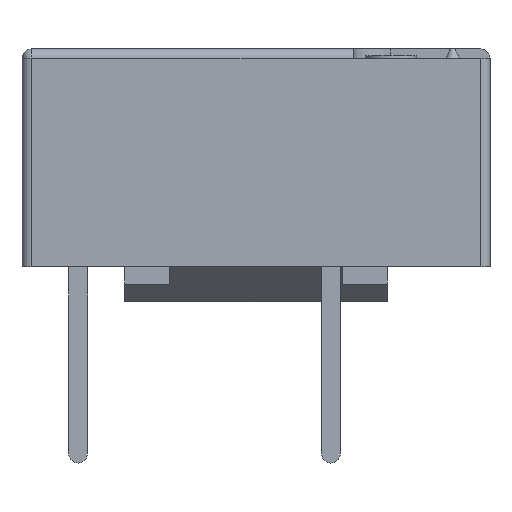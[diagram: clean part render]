
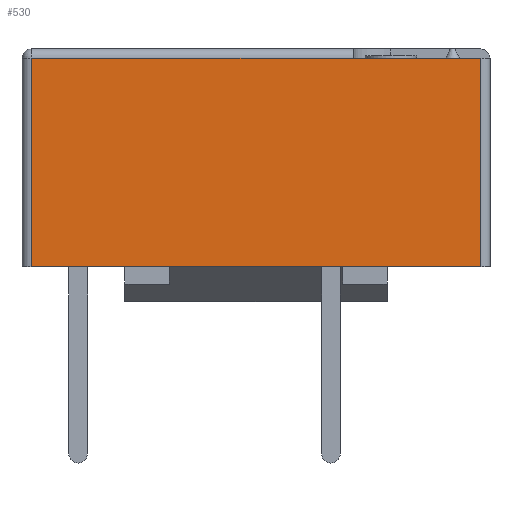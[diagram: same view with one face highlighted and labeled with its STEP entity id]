
A CAD part, front view. The second image highlights one B-rep face of the part: STEP entity #530.
In plain terms, the highlighted planar face has unit normal (0, -1, 0).
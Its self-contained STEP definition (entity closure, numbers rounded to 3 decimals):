
#530=ADVANCED_FACE('',(#14053),#14055,.T.);
#14053=FACE_BOUND('',#14054,.T.);
#14054=EDGE_LOOP('',(#24666,#24667,#24668,#24669,#24670));
#14055=PLANE('',#14056);
#14056=AXIS2_PLACEMENT_3D('',#14057,#14058,#14059);
#14057=CARTESIAN_POINT('',(-5.,-3.,1.));
#14058=DIRECTION('',(0.,-1.,0.));
#14059=DIRECTION('',(1.,0.,0.));
#24666=ORIENTED_EDGE('',*,*,#33165,.T.);
#24667=ORIENTED_EDGE('',*,*,#33166,.F.);
#24668=ORIENTED_EDGE('',*,*,#33167,.F.);
#24669=ORIENTED_EDGE('',*,*,#33124,.T.);
#24670=ORIENTED_EDGE('',*,*,#33164,.T.);
#33124=EDGE_CURVE('',#37508,#37506,#37509,.T.);
#33164=EDGE_CURVE('',#37506,#37567,#37569,.T.);
#33165=EDGE_CURVE('',#37567,#37570,#37571,.T.);
#33166=EDGE_CURVE('',#37572,#37570,#37573,.T.);
#33167=EDGE_CURVE('',#37508,#37572,#37574,.T.);
#37506=VERTEX_POINT('',#44926);
#37508=VERTEX_POINT('',#44931);
#37509=LINE('',#44932,#44933);
#37567=VERTEX_POINT('',#45075);
#37569=LINE('',#45080,#45081);
#37570=VERTEX_POINT('',#45083);
#37571=LINE('',#45084,#45085);
#37572=VERTEX_POINT('',#45087);
#37573=LINE('',#45088,#45089);
#37574=LINE('',#45091,#45092);
#44926=CARTESIAN_POINT('',(4.8,-3.,1.));
#44931=CARTESIAN_POINT('',(-4.8,-3.,1.));
#44932=CARTESIAN_POINT('',(-4.8,-3.,1.));
#44933=VECTOR('',#44934,1.);
#44934=DIRECTION('',(1.,0.,0.));
#45075=CARTESIAN_POINT('',(4.8,-3.,5.45));
#45080=CARTESIAN_POINT('',(4.8,-3.,1.));
#45081=VECTOR('',#45082,1.);
#45082=DIRECTION('',(0.,0.,1.));
#45083=CARTESIAN_POINT('',(2.08,-3.,5.45));
#45084=CARTESIAN_POINT('',(4.8,-3.,5.45));
#45085=VECTOR('',#45086,1.);
#45086=DIRECTION('',(-1.,0.,0.));
#45087=CARTESIAN_POINT('',(-4.8,-3.,5.45));
#45088=CARTESIAN_POINT('',(-4.8,-3.,5.45));
#45089=VECTOR('',#45090,1.);
#45090=DIRECTION('',(1.,0.,0.));
#45091=CARTESIAN_POINT('',(-4.8,-3.,1.));
#45092=VECTOR('',#45093,1.);
#45093=DIRECTION('',(0.,0.,1.));
